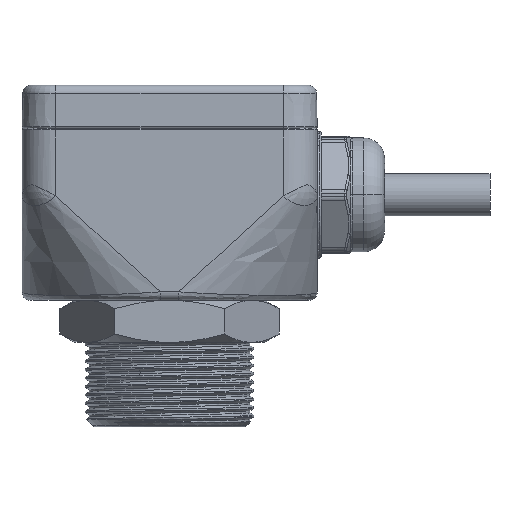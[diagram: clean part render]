
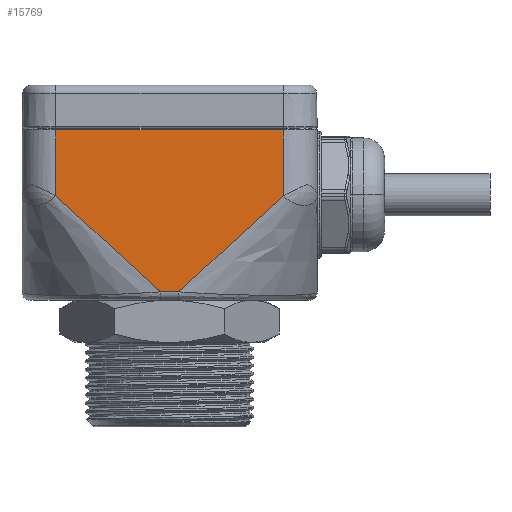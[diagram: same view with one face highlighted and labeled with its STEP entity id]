
A CAD part, left-side view. The second image highlights one B-rep face of the part: STEP entity #15769.
In plain terms, the highlighted planar face has unit normal (-1, 0, 0).
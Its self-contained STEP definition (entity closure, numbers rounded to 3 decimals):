
#5959=CARTESIAN_POINT('',(-17.5,13.5,25.4));
#6035=DIRECTION('',(0.,1.,0.));
#6036=VECTOR('',#6035,2.177);
#6037=CARTESIAN_POINT('',(-17.5,-1.089,14.));
#6038=LINE('',#6037,#6036);
#6039=DIRECTION('',(0.,0.736,0.676));
#6040=VECTOR('',#6039,16.852);
#6041=CARTESIAN_POINT('',(-17.5,1.089,14.));
#6042=LINE('',#6041,#6040);
#6043=DIRECTION('',(0.,0.,-1.));
#6044=VECTOR('',#6043,7.8);
#6045=CARTESIAN_POINT('',(-17.5,13.5,33.2));
#6046=LINE('',#6045,#6044);
#6047=DIRECTION('',(0.,1.,0.));
#6048=VECTOR('',#6047,27.);
#6049=CARTESIAN_POINT('',(-17.5,-13.5,33.2));
#6050=LINE('',#6049,#6048);
#6051=DIRECTION('',(0.,0.,-1.));
#6052=VECTOR('',#6051,7.8);
#6053=CARTESIAN_POINT('',(-17.5,-13.5,33.2));
#6054=LINE('',#6053,#6052);
#6055=DIRECTION('',(0.,-0.736,0.676));
#6056=VECTOR('',#6055,16.852);
#6057=CARTESIAN_POINT('',(-17.5,-1.089,14.));
#6058=LINE('',#6057,#6056);
#6074=CARTESIAN_POINT('',(-17.5,-13.5,25.4));
#6122=CARTESIAN_POINT('',(-17.5,-1.089,14.));
#6739=CARTESIAN_POINT('',(-17.5,-13.5,33.2));
#6740=VERTEX_POINT('',#6739);
#6743=CARTESIAN_POINT('',(-17.5,13.5,33.2));
#6744=VERTEX_POINT('',#6743);
#6873=VERTEX_POINT('',#6074);
#6876=VERTEX_POINT('',#5959);
#6890=VERTEX_POINT('',#6122);
#6893=CARTESIAN_POINT('',(-17.5,1.089,14.));
#6894=VERTEX_POINT('',#6893);
#15753=CARTESIAN_POINT('',(-17.5,17.5,37.));
#15754=DIRECTION('',(-1.,0.,0.));
#15755=DIRECTION('',(0.,-1.,0.));
#15756=AXIS2_PLACEMENT_3D('',#15753,#15754,#15755);
#15757=PLANE('',#15756);
#15758=ORIENTED_EDGE('',*,*,#13448,.T.);
#15759=ORIENTED_EDGE('',*,*,#15748,.T.);
#15760=ORIENTED_EDGE('',*,*,#15524,.F.);
#15762=ORIENTED_EDGE('',*,*,#15761,.F.);
#15764=ORIENTED_EDGE('',*,*,#15763,.T.);
#15766=ORIENTED_EDGE('',*,*,#15765,.F.);
#15767=EDGE_LOOP('',(#15758,#15759,#15760,#15762,#15764,#15766));
#15768=FACE_OUTER_BOUND('',#15767,.F.);
#13448=EDGE_CURVE('',#6890,#6894,#6038,.T.);
#15524=EDGE_CURVE('',#6744,#6876,#6046,.T.);
#15748=EDGE_CURVE('',#6894,#6876,#6042,.T.);
#15761=EDGE_CURVE('',#6740,#6744,#6050,.T.);
#15763=EDGE_CURVE('',#6740,#6873,#6054,.T.);
#15765=EDGE_CURVE('',#6890,#6873,#6058,.T.);
#15769=ADVANCED_FACE('',(#15768),#15757,.T.);
